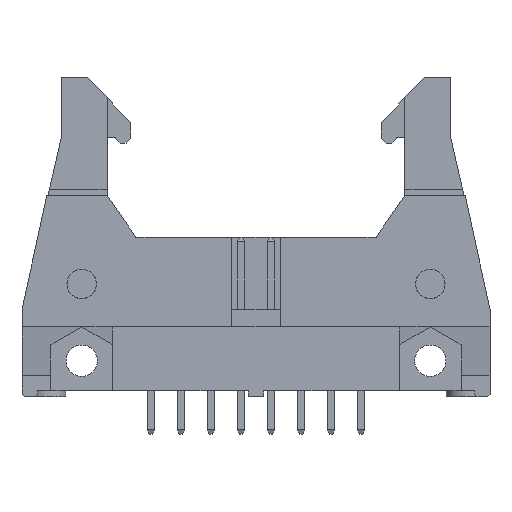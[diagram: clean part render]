
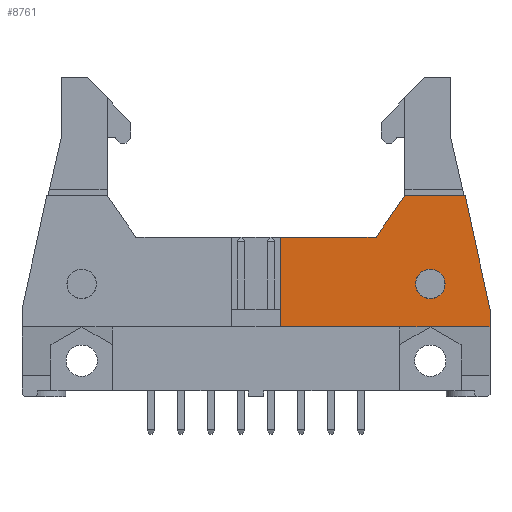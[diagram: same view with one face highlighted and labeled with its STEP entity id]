
A CAD part, left-side view. The second image highlights one B-rep face of the part: STEP entity #8761.
In plain terms, the highlighted planar face has unit normal (-1, 0, 0).
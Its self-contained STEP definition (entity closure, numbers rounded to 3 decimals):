
#6329 = VERTEX_POINT('',#6330);
#6330 = CARTESIAN_POINT('',(-2.83,-28.69,7.4));
#6336 = EDGE_CURVE('',#6337,#6329,#6339,.T.);
#6337 = VERTEX_POINT('',#6338);
#6338 = CARTESIAN_POINT('',(-2.83,-28.69,5.9));
#6339 = LINE('',#6340,#6341);
#6340 = CARTESIAN_POINT('',(-2.83,-28.69,0.));
#6341 = VECTOR('',#6342,1.);
#6342 = DIRECTION('',(0.,0.,1.));
#8657 = VERTEX_POINT('',#8658);
#8658 = CARTESIAN_POINT('',(-2.83,-23.64,5.9));
#8664 = EDGE_CURVE('',#6337,#8657,#8665,.T.);
#8665 = LINE('',#8666,#8667);
#8666 = CARTESIAN_POINT('',(-2.83,-53.197,5.9));
#8667 = VECTOR('',#8668,1.);
#8668 = DIRECTION('',(0.,1.,0.));
#8761 = ADVANCED_FACE('',(#8762,#8820),#8831,.F.);
#8762 = FACE_BOUND('',#8763,.F.);
#8763 = EDGE_LOOP('',(#8764,#8765,#8773,#8781,#8789,#8797,#8805,#8813,
    #8819));
#8764 = ORIENTED_EDGE('',*,*,#8664,.T.);
#8765 = ORIENTED_EDGE('',*,*,#8766,.T.);
#8766 = EDGE_CURVE('',#8657,#8767,#8769,.T.);
#8767 = VERTEX_POINT('',#8768);
#8768 = CARTESIAN_POINT('',(-2.83,-21.04,5.9));
#8769 = LINE('',#8770,#8771);
#8770 = CARTESIAN_POINT('',(-2.83,-53.197,5.9));
#8771 = VECTOR('',#8772,1.);
#8772 = DIRECTION('',(0.,1.,0.));
#8773 = ORIENTED_EDGE('',*,*,#8774,.T.);
#8774 = EDGE_CURVE('',#8767,#8775,#8777,.T.);
#8775 = VERTEX_POINT('',#8776);
#8776 = CARTESIAN_POINT('',(-2.83,-10.94,5.9));
#8777 = LINE('',#8778,#8779);
#8778 = CARTESIAN_POINT('',(-2.83,-21.04,5.9));
#8779 = VECTOR('',#8780,1.);
#8780 = DIRECTION('',(0.,1.,0.));
#8781 = ORIENTED_EDGE('',*,*,#8782,.F.);
#8782 = EDGE_CURVE('',#8783,#8775,#8785,.T.);
#8783 = VERTEX_POINT('',#8784);
#8784 = CARTESIAN_POINT('',(-2.83,-10.94,13.5));
#8785 = LINE('',#8786,#8787);
#8786 = CARTESIAN_POINT('',(-2.83,-10.94,17.));
#8787 = VECTOR('',#8788,1.);
#8788 = DIRECTION('',(0.,0.,-1.));
#8789 = ORIENTED_EDGE('',*,*,#8790,.F.);
#8790 = EDGE_CURVE('',#8791,#8783,#8793,.T.);
#8791 = VERTEX_POINT('',#8792);
#8792 = CARTESIAN_POINT('',(-2.83,-19.05,13.5));
#8793 = LINE('',#8794,#8795);
#8794 = CARTESIAN_POINT('',(-2.83,-19.05,13.5));
#8795 = VECTOR('',#8796,1.);
#8796 = DIRECTION('',(0.,1.,0.));
#8797 = ORIENTED_EDGE('',*,*,#8798,.F.);
#8798 = EDGE_CURVE('',#8799,#8791,#8801,.T.);
#8799 = VERTEX_POINT('',#8800);
#8800 = CARTESIAN_POINT('',(-2.83,-21.49,17.));
#8801 = LINE('',#8802,#8803);
#8802 = CARTESIAN_POINT('',(-2.83,-21.49,17.));
#8803 = VECTOR('',#8804,1.);
#8804 = DIRECTION('',(0.,0.572,-0.82));
#8805 = ORIENTED_EDGE('',*,*,#8806,.F.);
#8806 = EDGE_CURVE('',#8807,#8799,#8809,.T.);
#8807 = VERTEX_POINT('',#8808);
#8808 = CARTESIAN_POINT('',(-2.83,-26.59,17.));
#8809 = LINE('',#8810,#8811);
#8810 = CARTESIAN_POINT('',(-2.83,-26.59,17.));
#8811 = VECTOR('',#8812,1.);
#8812 = DIRECTION('',(0.,1.,0.));
#8813 = ORIENTED_EDGE('',*,*,#8814,.F.);
#8814 = EDGE_CURVE('',#6329,#8807,#8815,.T.);
#8815 = LINE('',#8816,#8817);
#8816 = CARTESIAN_POINT('',(-2.83,-28.69,7.4));
#8817 = VECTOR('',#8818,1.);
#8818 = DIRECTION('',(0.,0.214,0.977));
#8819 = ORIENTED_EDGE('',*,*,#6336,.F.);
#8820 = FACE_BOUND('',#8821,.F.);
#8821 = EDGE_LOOP('',(#8822));
#8822 = ORIENTED_EDGE('',*,*,#8823,.F.);
#8823 = EDGE_CURVE('',#8824,#8824,#8826,.T.);
#8824 = VERTEX_POINT('',#8825);
#8825 = CARTESIAN_POINT('',(-2.83,-22.39,9.54));
#8826 = CIRCLE('',#8827,1.25);
#8827 = AXIS2_PLACEMENT_3D('',#8828,#8829,#8830);
#8828 = CARTESIAN_POINT('',(-2.83,-23.64,9.54));
#8829 = DIRECTION('',(1.,0.,0.));
#8830 = DIRECTION('',(0.,1.,0.));
#8831 = PLANE('',#8832);
#8832 = AXIS2_PLACEMENT_3D('',#8833,#8834,#8835);
#8833 = CARTESIAN_POINT('',(-2.83,-8.89,7.717));
#8834 = DIRECTION('',(1.,0.,0.));
#8835 = DIRECTION('',(0.,1.,0.));
